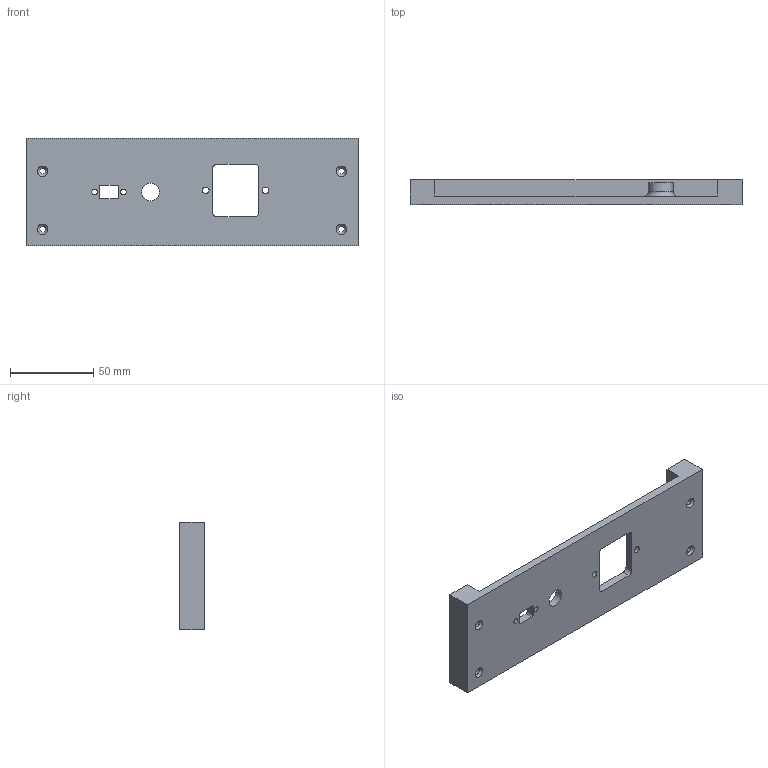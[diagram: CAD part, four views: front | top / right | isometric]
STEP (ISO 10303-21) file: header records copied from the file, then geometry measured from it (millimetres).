
FILE_DESCRIPTION(/* description */ ('','CAx-IF Rec.Pracs.---Representation and Presentation of Product Manufacturing Information (PMI)---4.0---2014-10-13'),/* implementation_level */ '2;1');
FILE_NAME(/* name */ 'back connector panel v30.step',/* time_stamp */ '2025-03-04T14:28:36-05:00',/* author */ (''),/* organization */ (''),/* preprocessor_version */ 'ST-DEVELOPER v20',/* originating_system */ 'Autodesk Translation Framework v13.20.0.188',/* authorisation */ '');
FILE_SCHEMA (('AP242_MANAGED_MODEL_BASED_3D_ENGINEERING_MIM_LF { 1 0 10303 442 1 1 4 }'));
Length unit declared in the file: millimetre
Products named in the file (1): back connector panel
Bounding box: 200 x 15 x 65 mm (x, y, z)
Volume: 88209.5 mm3; surface area: 35134.9 mm2
Topology: 1 solids, 1 shells, 44 faces, 116 edges, 76 vertices
Faces by surface type: plane 20, cylinder 19, cone 4, torus 1
Full cylindrical faces by diameter (mm): 3.4 x6, 4 x2, 5.842 x1, 10.8 x1, 15 x1
Entity records: 1439 total; most frequent: DIRECTION 251, CARTESIAN_POINT 237, ORIENTED_EDGE 232, EDGE_CURVE 116, AXIS2_PLACEMENT_3D 90, VERTEX_POINT 76, LINE 71, VECTOR 71
